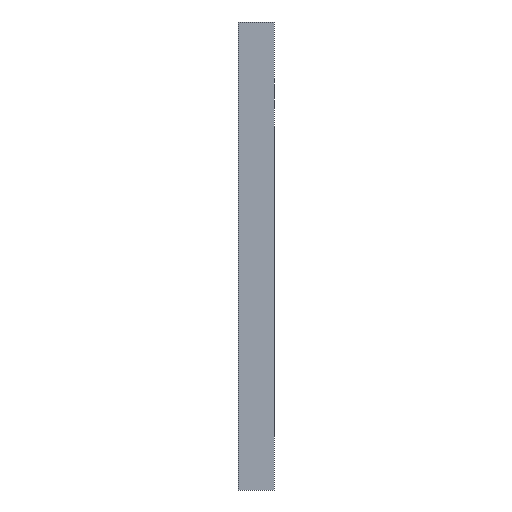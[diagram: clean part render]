
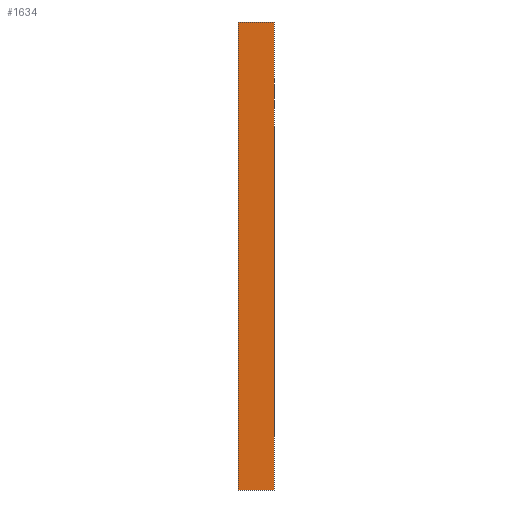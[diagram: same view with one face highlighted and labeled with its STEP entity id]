
A CAD part, front view. The second image highlights one B-rep face of the part: STEP entity #1634.
In plain terms, the highlighted planar face has unit normal (0, -1, 0).
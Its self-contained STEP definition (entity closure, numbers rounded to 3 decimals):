
#236=FACE_OUTER_BOUND('',#314,.T.);
#314=EDGE_LOOP('',(#1359,#1360,#1361,#1362));
#508=LINE('',#2689,#668);
#516=LINE('',#2704,#676);
#517=LINE('',#2706,#677);
#518=LINE('',#2707,#678);
#668=VECTOR('',#2230,10.);
#676=VECTOR('',#2242,10.);
#677=VECTOR('',#2245,10.);
#678=VECTOR('',#2246,10.);
#823=VERTEX_POINT('',#2685);
#825=VERTEX_POINT('',#2688);
#829=VERTEX_POINT('',#2700);
#830=VERTEX_POINT('',#2702);
#1048=EDGE_CURVE('',#823,#825,#508,.T.);
#1056=EDGE_CURVE('',#829,#830,#516,.T.);
#1057=EDGE_CURVE('',#829,#823,#517,.T.);
#1058=EDGE_CURVE('',#825,#830,#518,.T.);
#1359=ORIENTED_EDGE('',*,*,#1057,.F.);
#1360=ORIENTED_EDGE('',*,*,#1056,.T.);
#1361=ORIENTED_EDGE('',*,*,#1058,.F.);
#1362=ORIENTED_EDGE('',*,*,#1048,.F.);
#1556=PLANE('',#1794);
#1634=ADVANCED_FACE('',(#236),#1556,.T.);
#1794=AXIS2_PLACEMENT_3D('',#2705,#2243,#2244);
#2230=DIRECTION('',(1.,0.,0.));
#2242=DIRECTION('',(1.,0.,0.));
#2243=DIRECTION('center_axis',(0.,-1.,0.));
#2244=DIRECTION('ref_axis',(0.,0.,-1.));
#2245=DIRECTION('',(0.,0.,1.));
#2246=DIRECTION('',(0.,0.,-1.));
#2685=CARTESIAN_POINT('',(107.979,-94.765,60.));
#2688=CARTESIAN_POINT('',(112.979,-94.765,60.));
#2689=CARTESIAN_POINT('',(107.979,-94.765,60.));
#2700=CARTESIAN_POINT('',(107.979,-94.765,-5.));
#2702=CARTESIAN_POINT('',(112.979,-94.765,-5.));
#2704=CARTESIAN_POINT('',(107.979,-94.765,-5.));
#2705=CARTESIAN_POINT('Origin',(107.979,-94.765,60.));
#2706=CARTESIAN_POINT('',(107.979,-94.765,-5.));
#2707=CARTESIAN_POINT('',(112.979,-94.765,-5.));
